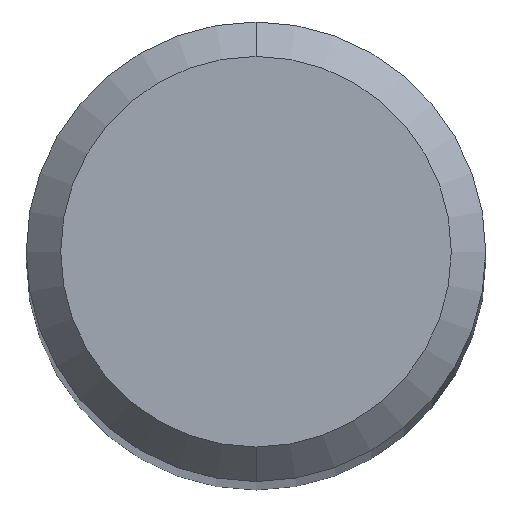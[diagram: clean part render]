
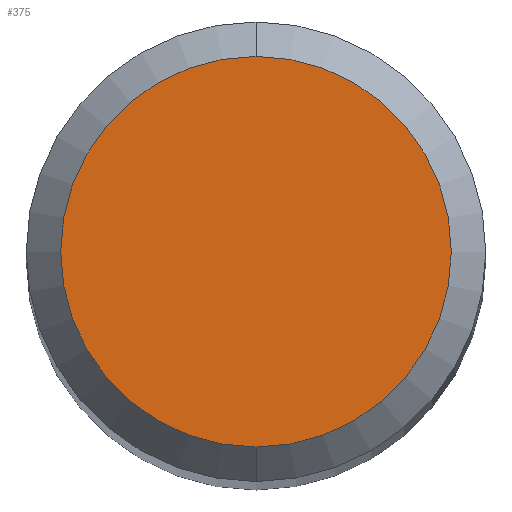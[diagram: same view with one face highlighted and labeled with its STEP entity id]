
A CAD part, top view. The second image highlights one B-rep face of the part: STEP entity #375.
In plain terms, the highlighted planar face has unit normal (0, 0, 1).
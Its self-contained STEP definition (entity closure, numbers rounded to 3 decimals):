
#375=ADVANCED_FACE('',(#1035),#1036,.T.);
#447=EDGE_CURVE('',#627,#515,#1115,.T.);
#515=VERTEX_POINT('',#1187);
#627=VERTEX_POINT('',#1311);
#953=EDGE_CURVE('',#515,#627,#1671,.T.);
#1035=FACE_OUTER_BOUND('',#1777,.T.);
#1036=PLANE('',#1778);
#1115=CIRCLE('',#1960,1.7);
#1187=CARTESIAN_POINT('',(0.0,1.7,0.0));
#1311=CARTESIAN_POINT('',(0.,-1.7,0.0));
#1671=CIRCLE('',#3709,1.7);
#1777=EDGE_LOOP('',(#3790,#3791));
#1778=AXIS2_PLACEMENT_3D('',#3792,#3793,#3794);
#1960=AXIS2_PLACEMENT_3D('',#3880,#3881,#3882);
#3709=AXIS2_PLACEMENT_3D('',#4479,#4480,#4481);
#3790=ORIENTED_EDGE('',*,*,#953,.F.);
#3791=ORIENTED_EDGE('',*,*,#447,.F.);
#3792=CARTESIAN_POINT('',(0.0,0.85,0.0));
#3793=DIRECTION('',(-0.0,0.0,1.0));
#3794=DIRECTION('',(0.0,-1.0,0.0));
#3880=CARTESIAN_POINT('',(0.0,0.0,0.0));
#3881=DIRECTION('',(0.0,0.0,-1.0));
#3882=DIRECTION('',(0.0,1.0,0.0));
#4479=CARTESIAN_POINT('',(0.0,0.0,0.0));
#4480=DIRECTION('',(0.0,0.0,-1.0));
#4481=DIRECTION('',(0.0,1.0,0.0));
